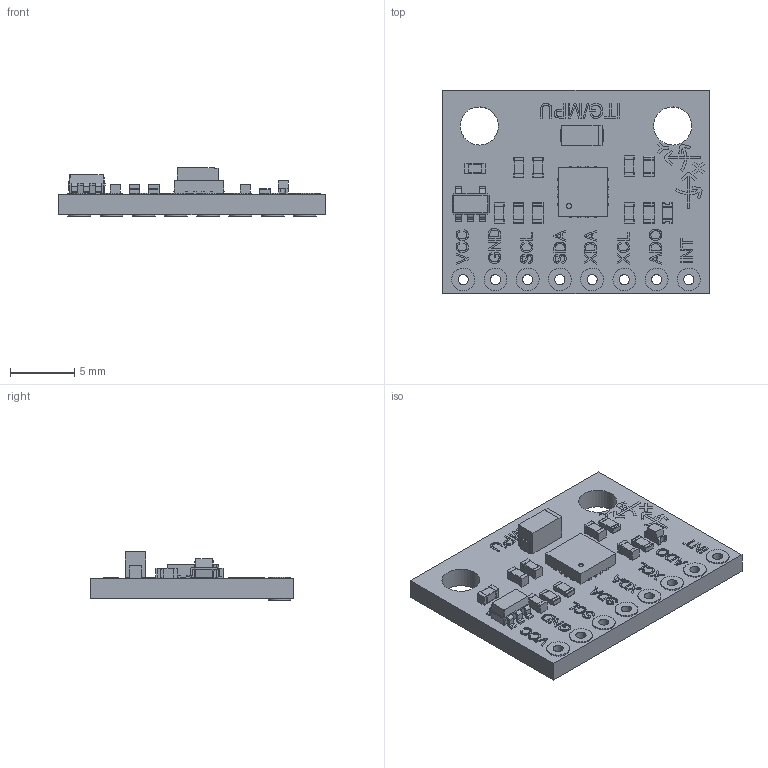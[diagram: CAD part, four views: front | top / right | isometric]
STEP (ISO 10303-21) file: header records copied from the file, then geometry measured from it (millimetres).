
FILE_DESCRIPTION(('FreeCAD Model'),'2;1');
FILE_NAME('Open CASCADE Shape Model','2025-05-02T23:41:32',('FreeCAD'),( 'FreeCAD'),'Open CASCADE STEP processor 7.6','FreeCAD','Unknown');
FILE_SCHEMA(('AUTOMOTIVE_DESIGN { 1 0 10303 214 1 1 1 1 }'));
Length unit declared in the file: millimetre
Products named in the file (1): Open CASCADE STEP translator 7.6 1
Bounding box: 20.77 x 15.82 x 3.76 mm (x, y, z)
Volume: 537 mm3; surface area: 1166.5 mm2
Topology: 60 solids, 60 shells, 1287 faces, 3344 edges, 2208 vertices
Faces by surface type: bspline 1287
Entity records: 37319 total; most frequent: CARTESIAN_POINT 16841, ORIENTED_EDGE 6688, EDGE_CURVE 3344, B_SPLINE_CURVE_WITH_KNOTS 2974, VERTEX_POINT 2208, FACE_BOUND 1372, EDGE_LOOP 1372, ADVANCED_FACE 1287
